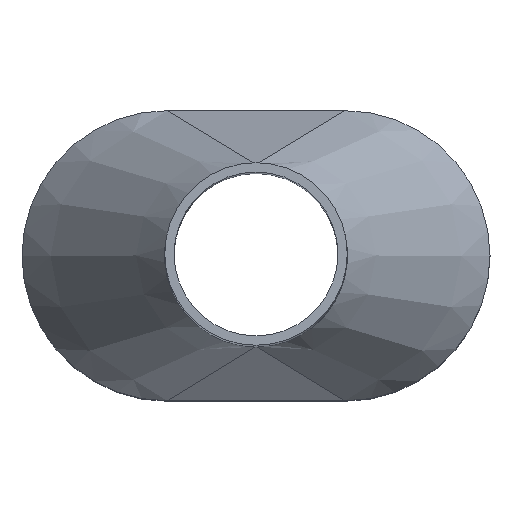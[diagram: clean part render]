
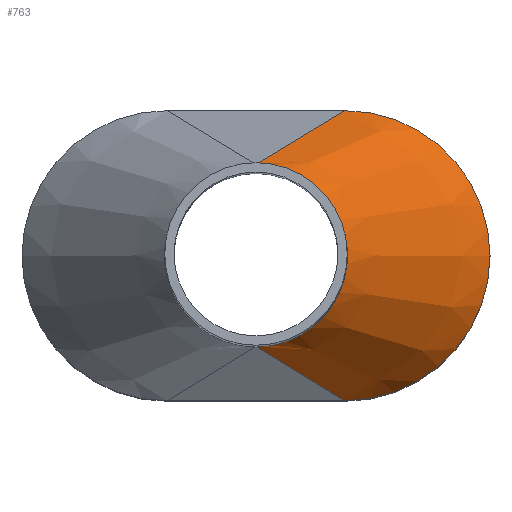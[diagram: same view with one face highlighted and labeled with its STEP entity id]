
A CAD part, top view. The second image highlights one B-rep face of the part: STEP entity #763.
In plain terms, the highlighted free-form (B-spline) face has degree [5, 5] with [6, 9] control points.
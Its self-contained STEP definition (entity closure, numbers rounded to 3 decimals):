
#222=AXIS2_PLACEMENT_3D('Circle Axis2P3D',#220,#221,$) ;
#217=CARTESIAN_POINT('Vertex',(6.9,6.2,6.)) ;
#220=CARTESIAN_POINT('Axis2P3D Location',(6.9,3.1,6.)) ;
#224=CARTESIAN_POINT('Vertex',(6.9,0.,6.)) ;
#567=CARTESIAN_POINT('Vertex',(5.005,5.05,10.)) ;
#570=CARTESIAN_POINT('Line Origine',(5.953,5.625,8.)) ;
#591=CARTESIAN_POINT('Vertex',(5.005,1.15,10.)) ;
#595=CARTESIAN_POINT('Control Point',(5.005,1.15,10.)) ;
#596=CARTESIAN_POINT('Control Point',(5.254,1.15,10.)) ;
#597=CARTESIAN_POINT('Control Point',(5.502,1.19,10.)) ;
#598=CARTESIAN_POINT('Control Point',(5.743,1.269,10.)) ;
#599=CARTESIAN_POINT('Control Point',(6.191,1.502,10.)) ;
#600=CARTESIAN_POINT('Control Point',(6.544,1.864,10.)) ;
#601=CARTESIAN_POINT('Control Point',(6.691,2.072,10.)) ;
#602=CARTESIAN_POINT('Control Point',(6.911,2.528,10.)) ;
#603=CARTESIAN_POINT('Control Point',(6.978,3.031,10.)) ;
#604=CARTESIAN_POINT('Control Point',(6.971,3.286,10.)) ;
#605=CARTESIAN_POINT('Control Point',(6.874,3.783,10.)) ;
#606=CARTESIAN_POINT('Control Point',(6.627,4.226,10.)) ;
#607=CARTESIAN_POINT('Control Point',(6.468,4.425,10.)) ;
#608=CARTESIAN_POINT('Control Point',(6.112,4.749,10.)) ;
#609=CARTESIAN_POINT('Control Point',(5.676,4.952,10.)) ;
#610=CARTESIAN_POINT('Control Point',(5.456,5.017,10.)) ;
#611=CARTESIAN_POINT('Control Point',(5.231,5.05,10.)) ;
#612=CARTESIAN_POINT('Control Point',(5.005,5.05,10.)) ;
#690=CARTESIAN_POINT('Line Origine',(5.953,0.575,8.)) ;
#703=CARTESIAN_POINT('Control Point',(5.005,1.15,10.)) ;
#704=CARTESIAN_POINT('Control Point',(5.618,1.15,10.)) ;
#705=CARTESIAN_POINT('Control Point',(6.231,1.39,10.)) ;
#706=CARTESIAN_POINT('Control Point',(6.715,1.875,10.)) ;
#707=CARTESIAN_POINT('Control Point',(7.195,3.1,10.)) ;
#708=CARTESIAN_POINT('Control Point',(6.715,4.325,10.)) ;
#709=CARTESIAN_POINT('Control Point',(6.231,4.81,10.)) ;
#710=CARTESIAN_POINT('Control Point',(5.618,5.05,10.)) ;
#711=CARTESIAN_POINT('Control Point',(5.005,5.05,10.)) ;
#712=CARTESIAN_POINT('Control Point',(5.384,0.92,9.2)) ;
#713=CARTESIAN_POINT('Control Point',(6.069,0.92,9.2)) ;
#714=CARTESIAN_POINT('Control Point',(6.754,1.188,9.2)) ;
#715=CARTESIAN_POINT('Control Point',(7.296,1.73,9.2)) ;
#716=CARTESIAN_POINT('Control Point',(7.832,3.1,9.2)) ;
#717=CARTESIAN_POINT('Control Point',(7.296,4.47,9.2)) ;
#718=CARTESIAN_POINT('Control Point',(6.754,5.012,9.2)) ;
#719=CARTESIAN_POINT('Control Point',(6.069,5.28,9.2)) ;
#720=CARTESIAN_POINT('Control Point',(5.384,5.28,9.2)) ;
#721=CARTESIAN_POINT('Control Point',(5.763,0.69,8.4)) ;
#722=CARTESIAN_POINT('Control Point',(6.52,0.69,8.4)) ;
#723=CARTESIAN_POINT('Control Point',(7.278,0.986,8.4)) ;
#724=CARTESIAN_POINT('Control Point',(7.877,1.586,8.4)) ;
#725=CARTESIAN_POINT('Control Point',(8.469,3.1,8.4)) ;
#726=CARTESIAN_POINT('Control Point',(7.877,4.614,8.4)) ;
#727=CARTESIAN_POINT('Control Point',(7.278,5.214,8.4)) ;
#728=CARTESIAN_POINT('Control Point',(6.52,5.51,8.4)) ;
#729=CARTESIAN_POINT('Control Point',(5.763,5.51,8.4)) ;
#730=CARTESIAN_POINT('Control Point',(6.142,0.46,7.6)) ;
#731=CARTESIAN_POINT('Control Point',(6.971,0.46,7.6)) ;
#732=CARTESIAN_POINT('Control Point',(7.802,0.785,7.6)) ;
#733=CARTESIAN_POINT('Control Point',(8.457,1.441,7.6)) ;
#734=CARTESIAN_POINT('Control Point',(9.107,3.1,7.6)) ;
#735=CARTESIAN_POINT('Control Point',(8.457,4.759,7.6)) ;
#736=CARTESIAN_POINT('Control Point',(7.802,5.415,7.6)) ;
#737=CARTESIAN_POINT('Control Point',(6.971,5.74,7.6)) ;
#738=CARTESIAN_POINT('Control Point',(6.142,5.74,7.6)) ;
#739=CARTESIAN_POINT('Control Point',(6.521,0.23,6.8)) ;
#740=CARTESIAN_POINT('Control Point',(7.423,0.23,6.8)) ;
#741=CARTESIAN_POINT('Control Point',(8.325,0.583,6.8)) ;
#742=CARTESIAN_POINT('Control Point',(9.038,1.297,6.8)) ;
#743=CARTESIAN_POINT('Control Point',(9.744,3.1,6.8)) ;
#744=CARTESIAN_POINT('Control Point',(9.038,4.903,6.8)) ;
#745=CARTESIAN_POINT('Control Point',(8.325,5.617,6.8)) ;
#746=CARTESIAN_POINT('Control Point',(7.423,5.97,6.8)) ;
#747=CARTESIAN_POINT('Control Point',(6.521,5.97,6.8)) ;
#748=CARTESIAN_POINT('Control Point',(6.9,0.,6.)) ;
#749=CARTESIAN_POINT('Control Point',(7.874,0.,6.)) ;
#750=CARTESIAN_POINT('Control Point',(8.849,0.381,6.)) ;
#751=CARTESIAN_POINT('Control Point',(9.619,1.152,6.)) ;
#752=CARTESIAN_POINT('Control Point',(10.381,3.1,6.)) ;
#753=CARTESIAN_POINT('Control Point',(9.619,5.048,6.)) ;
#754=CARTESIAN_POINT('Control Point',(8.849,5.819,6.)) ;
#755=CARTESIAN_POINT('Control Point',(7.874,6.2,6.)) ;
#756=CARTESIAN_POINT('Control Point',(6.9,6.2,6.)) ;
#221=DIRECTION('Axis2P3D Direction',(0.,-0.,1.)) ;
#571=DIRECTION('Vector Direction',(0.414,0.251,-0.875)) ;
#691=DIRECTION('Vector Direction',(0.414,-0.251,-0.875)) ;
#572=VECTOR('Line Direction',#571,1.) ;
#692=VECTOR('Line Direction',#691,1.) ;
#758=ORIENTED_EDGE('',*,*,#226,.T.) ;
#759=ORIENTED_EDGE('',*,*,#574,.F.) ;
#760=ORIENTED_EDGE('',*,*,#613,.F.) ;
#761=ORIENTED_EDGE('',*,*,#694,.T.) ;
#763=ADVANCED_FACE('S3D-Kragen',(#762),#702,.T.) ;
#594=B_SPLINE_CURVE_WITH_KNOTS('',5,(#595,#596,#597,#598,#599,#600,#601,#602,#603,#604,#605,#606,#607,#608,#609,#610,#611,#612),.UNSPECIFIED.,.F.,.U.,(6,3,3,3,3,6),(0.,1.758,3.528,5.297,7.067,8.662),.UNSPECIFIED.) ;
#702=B_SPLINE_SURFACE_WITH_KNOTS('',5,5,((#703,#704,#705,#706,#707,#708,#709,#710,#711),(#712,#713,#714,#715,#716,#717,#718,#719,#720),(#721,#722,#723,#724,#725,#726,#727,#728,#729),(#730,#731,#732,#733,#734,#735,#736,#737,#738),(#739,#740,#741,#742,#743,#744,#745,#746,#747),(#748,#749,#750,#751,#752,#753,#754,#755,#756)),.UNSPECIFIED.,.F.,.F.,.U.,(6,6),(6,3,6),(0.,4.789),(6.126,9.189,12.252),.UNSPECIFIED.) ;
#223=CIRCLE('generated circle',#222,3.1) ;
#226=EDGE_CURVE('',#225,#218,#223,.T.) ;
#574=EDGE_CURVE('',#568,#218,#573,.T.) ;
#613=EDGE_CURVE('',#592,#568,#594,.T.) ;
#694=EDGE_CURVE('',#592,#225,#693,.T.) ;
#757=EDGE_LOOP('',(#758,#759,#760,#761)) ;
#762=FACE_OUTER_BOUND('',#757,.T.) ;
#573=LINE('Line',#570,#572) ;
#693=LINE('Line',#690,#692) ;
#218=VERTEX_POINT('',#217) ;
#225=VERTEX_POINT('',#224) ;
#568=VERTEX_POINT('',#567) ;
#592=VERTEX_POINT('',#591) ;
